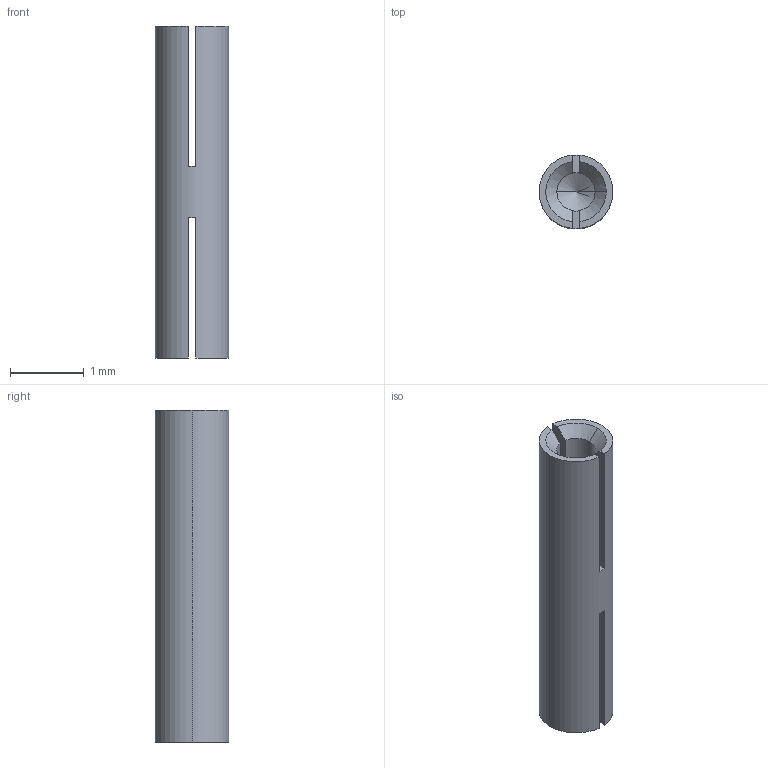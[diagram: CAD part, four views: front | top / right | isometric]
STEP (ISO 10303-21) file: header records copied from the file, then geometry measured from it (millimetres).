
FILE_DESCRIPTION (( 'STEP AP203' ), '1' );
FILE_NAME ('ﾃ-0,5-4,5.STEP', '2020-03-10T03:46:05', ( '' ), ( '' ), 'SwSTEP 2.0', 'SolidWorks 2017', '' );
FILE_SCHEMA (( 'CONFIG_CONTROL_DESIGN' ));
Length unit declared in the file: millimetre
Products named in the file (1): ﾃ-0,5-4,5
Bounding box: 1 x 1 x 4.5 mm (x, y, z)
Volume: 2.4 mm3; surface area: 24.2 mm2
Topology: 1 solids, 1 shells, 32 faces, 90 edges, 56 vertices
Faces by surface type: plane 16, cone 10, cylinder 6
Entity records: 1097 total; most frequent: CARTESIAN_POINT 199, DIRECTION 178, ORIENTED_EDGE 172, EDGE_CURVE 86, AXIS2_PLACEMENT_3D 67, VERTEX_POINT 56, VECTOR 44, LINE 44
